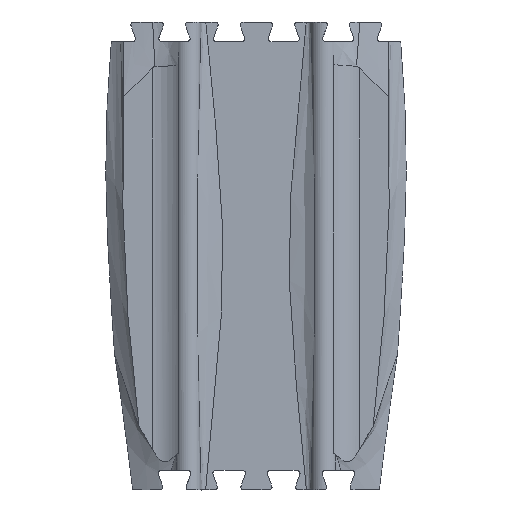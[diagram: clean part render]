
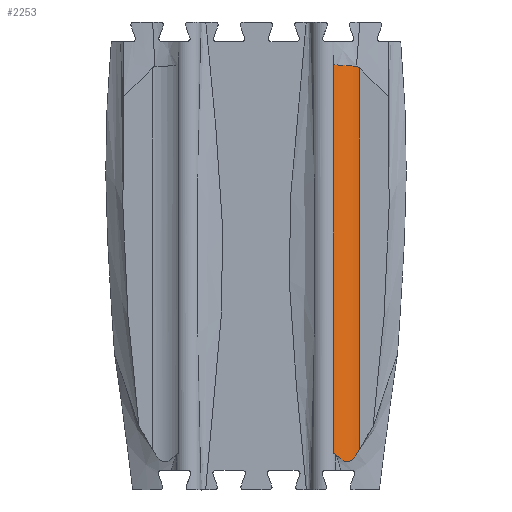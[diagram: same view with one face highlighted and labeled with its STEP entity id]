
A CAD part, front view. The second image highlights one B-rep face of the part: STEP entity #2253.
In plain terms, the highlighted cylindrical face has radius 20 mm (diameter 40 mm), a partial arc.
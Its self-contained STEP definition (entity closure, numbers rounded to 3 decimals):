
#175=CYLINDRICAL_SURFACE('',#2476,20.);
#287=FACE_OUTER_BOUND('',#401,.T.);
#401=EDGE_LOOP('',(#2025,#2026,#2027,#2028,#2029));
#483=B_SPLINE_CURVE_WITH_KNOTS('',3,(#5057,#5058,#5059,#5060,#5061,#5062,
#5063,#5064,#5065,#5066,#5067,#5068,#5069,#5070,#5071,#5072),
 .UNSPECIFIED.,.F.,.F.,(4,3,3,3,3,4),(-1.093,-1.016,
-1.009,-0.942,-0.885,-0.811),
 .UNSPECIFIED.);
#489=B_SPLINE_CURVE_WITH_KNOTS('',3,(#5331,#5332,#5333,#5334,#5335,#5336,
#5337,#5338,#5339,#5340,#5341,#5342,#5343,#5344,#5345,#5346,#5347,#5348,
#5349,#5350),.UNSPECIFIED.,.F.,.F.,(4,2,2,2,2,2,2,2,2,4),(-2.631,
-2.474,-2.293,-1.868,-1.5,
-1.284,-1.095,-0.853,-0.482,
0.),.UNSPECIFIED.);
#492=B_SPLINE_CURVE_WITH_KNOTS('',3,(#5392,#5393,#5394,#5395,#5396,#5397,
#5398,#5399,#5400,#5401,#5402,#5403,#5404,#5405,#5406,#5407,#5408,#5409,
#5410,#5411,#5412,#5413,#5414,#5415,#5416,#5417,#5418,#5419,#5420,#5421,
#5422,#5423,#5424,#5425,#5426,#5427,#5428,#5429,#5430,#5431),
 .UNSPECIFIED.,.F.,.F.,(4,3,3,3,3,3,3,3,3,3,3,3,3,4),(-0.001,
0.,0.124,0.25,0.376,0.501,
0.562,0.656,0.781,0.906,
1.033,1.158,1.283,1.317),
 .UNSPECIFIED.);
#655=LINE('',#5433,#821);
#656=LINE('',#5434,#822);
#821=VECTOR('',#3034,10.);
#822=VECTOR('',#3035,10.);
#1051=VERTEX_POINT('',#5051);
#1052=VERTEX_POINT('',#5056);
#1054=VERTEX_POINT('',#5328);
#1055=VERTEX_POINT('',#5330);
#1056=VERTEX_POINT('',#5387);
#1386=EDGE_CURVE('',#1052,#1051,#483,.T.);
#1397=EDGE_CURVE('',#1055,#1054,#489,.T.);
#1400=EDGE_CURVE('',#1056,#1051,#492,.T.);
#1401=EDGE_CURVE('',#1056,#1055,#655,.T.);
#1402=EDGE_CURVE('',#1054,#1052,#656,.T.);
#2025=ORIENTED_EDGE('',*,*,#1401,.T.);
#2026=ORIENTED_EDGE('',*,*,#1397,.T.);
#2027=ORIENTED_EDGE('',*,*,#1402,.T.);
#2028=ORIENTED_EDGE('',*,*,#1386,.T.);
#2029=ORIENTED_EDGE('',*,*,#1400,.F.);
#2253=ADVANCED_FACE('',(#287),#175,.F.);
#2476=AXIS2_PLACEMENT_3D('',#5432,#3032,#3033);
#3032=DIRECTION('center_axis',(0.,0.,-1.));
#3033=DIRECTION('ref_axis',(-0.36,0.933,0.));
#3034=DIRECTION('',(0.,0.,-1.));
#3035=DIRECTION('',(0.,0.,1.));
#5051=CARTESIAN_POINT('',(51.141,-8.065,116.791));
#5056=CARTESIAN_POINT('',(52.747,-8.,115.937));
#5057=CARTESIAN_POINT('Ctrl Pts',(52.747,-8.,115.937));
#5058=CARTESIAN_POINT('Ctrl Pts',(52.625,-8.,116.058));
#5059=CARTESIAN_POINT('Ctrl Pts',(52.498,-8.001,116.173));
#5060=CARTESIAN_POINT('Ctrl Pts',(52.365,-8.004,116.276));
#5061=CARTESIAN_POINT('Ctrl Pts',(52.352,-8.004,116.287));
#5062=CARTESIAN_POINT('Ctrl Pts',(52.339,-8.004,116.297));
#5063=CARTESIAN_POINT('Ctrl Pts',(52.326,-8.004,116.307));
#5064=CARTESIAN_POINT('Ctrl Pts',(52.208,-8.007,116.396));
#5065=CARTESIAN_POINT('Ctrl Pts',(52.085,-8.011,116.477));
#5066=CARTESIAN_POINT('Ctrl Pts',(51.955,-8.016,116.547));
#5067=CARTESIAN_POINT('Ctrl Pts',(51.844,-8.02,116.608));
#5068=CARTESIAN_POINT('Ctrl Pts',(51.728,-8.026,116.659));
#5069=CARTESIAN_POINT('Ctrl Pts',(51.608,-8.032,116.699));
#5070=CARTESIAN_POINT('Ctrl Pts',(51.455,-8.041,116.75));
#5071=CARTESIAN_POINT('Ctrl Pts',(51.299,-8.052,116.782));
#5072=CARTESIAN_POINT('Ctrl Pts',(51.141,-8.065,116.791));
#5328=CARTESIAN_POINT('',(52.747,-8.,-79.68));
#5330=CARTESIAN_POINT('',(39.311,-13.185,-81.829));
#5331=CARTESIAN_POINT('Ctrl Pts',(39.311,-13.185,-81.829));
#5332=CARTESIAN_POINT('Ctrl Pts',(39.547,-12.971,-81.884));
#5333=CARTESIAN_POINT('Ctrl Pts',(39.782,-12.769,-81.988));
#5334=CARTESIAN_POINT('Ctrl Pts',(40.272,-12.364,-82.268));
#5335=CARTESIAN_POINT('Ctrl Pts',(40.534,-12.159,-82.457));
#5336=CARTESIAN_POINT('Ctrl Pts',(41.377,-11.53,-83.128));
#5337=CARTESIAN_POINT('Ctrl Pts',(41.999,-11.117,-83.727));
#5338=CARTESIAN_POINT('Ctrl Pts',(43.201,-10.414,-84.771));
#5339=CARTESIAN_POINT('Ctrl Pts',(43.829,-10.084,-85.276));
#5340=CARTESIAN_POINT('Ctrl Pts',(44.886,-9.605,-85.836));
#5341=CARTESIAN_POINT('Ctrl Pts',(45.305,-9.43,-86.));
#5342=CARTESIAN_POINT('Ctrl Pts',(46.135,-9.12,-86.14));
#5343=CARTESIAN_POINT('Ctrl Pts',(46.522,-8.989,-86.136));
#5344=CARTESIAN_POINT('Ctrl Pts',(47.414,-8.717,-85.946));
#5345=CARTESIAN_POINT('Ctrl Pts',(47.88,-8.596,-85.72));
#5346=CARTESIAN_POINT('Ctrl Pts',(48.977,-8.347,-84.97));
#5347=CARTESIAN_POINT('Ctrl Pts',(49.629,-8.234,-84.306));
#5348=CARTESIAN_POINT('Ctrl Pts',(51.129,-8.047,-82.392));
#5349=CARTESIAN_POINT('Ctrl Pts',(51.945,-8.,-81.07));
#5350=CARTESIAN_POINT('Ctrl Pts',(52.747,-8.,-79.68));
#5387=CARTESIAN_POINT('',(39.311,-13.185,117.649));
#5392=CARTESIAN_POINT('Ctrl Pts',(39.311,-13.185,117.649));
#5393=CARTESIAN_POINT('Ctrl Pts',(39.315,-13.182,117.649));
#5394=CARTESIAN_POINT('Ctrl Pts',(39.318,-13.18,117.648));
#5395=CARTESIAN_POINT('Ctrl Pts',(39.321,-13.177,117.648));
#5396=CARTESIAN_POINT('Ctrl Pts',(39.627,-12.899,117.619));
#5397=CARTESIAN_POINT('Ctrl Pts',(39.942,-12.632,117.59));
#5398=CARTESIAN_POINT('Ctrl Pts',(40.264,-12.374,117.561));
#5399=CARTESIAN_POINT('Ctrl Pts',(40.59,-12.114,117.531));
#5400=CARTESIAN_POINT('Ctrl Pts',(40.924,-11.864,117.502));
#5401=CARTESIAN_POINT('Ctrl Pts',(41.265,-11.625,117.473));
#5402=CARTESIAN_POINT('Ctrl Pts',(41.606,-11.385,117.444));
#5403=CARTESIAN_POINT('Ctrl Pts',(41.955,-11.157,117.415));
#5404=CARTESIAN_POINT('Ctrl Pts',(42.311,-10.939,117.386));
#5405=CARTESIAN_POINT('Ctrl Pts',(42.665,-10.723,117.357));
#5406=CARTESIAN_POINT('Ctrl Pts',(43.025,-10.517,117.328));
#5407=CARTESIAN_POINT('Ctrl Pts',(43.392,-10.323,117.3));
#5408=CARTESIAN_POINT('Ctrl Pts',(43.571,-10.228,117.286));
#5409=CARTESIAN_POINT('Ctrl Pts',(43.751,-10.136,117.273));
#5410=CARTESIAN_POINT('Ctrl Pts',(43.933,-10.047,117.259));
#5411=CARTESIAN_POINT('Ctrl Pts',(44.213,-9.909,117.238));
#5412=CARTESIAN_POINT('Ctrl Pts',(44.497,-9.779,117.217));
#5413=CARTESIAN_POINT('Ctrl Pts',(44.784,-9.654,117.196));
#5414=CARTESIAN_POINT('Ctrl Pts',(45.164,-9.489,117.168));
#5415=CARTESIAN_POINT('Ctrl Pts',(45.55,-9.336,117.141));
#5416=CARTESIAN_POINT('Ctrl Pts',(45.939,-9.195,117.114));
#5417=CARTESIAN_POINT('Ctrl Pts',(46.332,-9.053,117.087));
#5418=CARTESIAN_POINT('Ctrl Pts',(46.729,-8.924,117.06));
#5419=CARTESIAN_POINT('Ctrl Pts',(47.129,-8.807,117.034));
#5420=CARTESIAN_POINT('Ctrl Pts',(47.53,-8.689,117.008));
#5421=CARTESIAN_POINT('Ctrl Pts',(47.935,-8.584,116.982));
#5422=CARTESIAN_POINT('Ctrl Pts',(48.343,-8.492,116.956));
#5423=CARTESIAN_POINT('Ctrl Pts',(48.749,-8.4,116.931));
#5424=CARTESIAN_POINT('Ctrl Pts',(49.158,-8.321,116.906));
#5425=CARTESIAN_POINT('Ctrl Pts',(49.57,-8.254,116.881));
#5426=CARTESIAN_POINT('Ctrl Pts',(49.978,-8.189,116.857));
#5427=CARTESIAN_POINT('Ctrl Pts',(50.387,-8.135,116.833));
#5428=CARTESIAN_POINT('Ctrl Pts',(50.799,-8.095,116.81));
#5429=CARTESIAN_POINT('Ctrl Pts',(50.913,-8.084,116.803));
#5430=CARTESIAN_POINT('Ctrl Pts',(51.027,-8.074,116.797));
#5431=CARTESIAN_POINT('Ctrl Pts',(51.141,-8.065,116.791));
#5432=CARTESIAN_POINT('Origin',(52.747,-28.,220.));
#5433=CARTESIAN_POINT('',(39.311,-13.185,220.));
#5434=CARTESIAN_POINT('',(52.747,-8.,220.));
